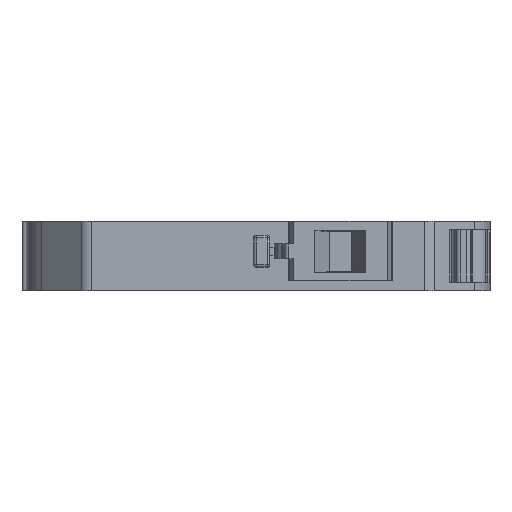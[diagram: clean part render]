
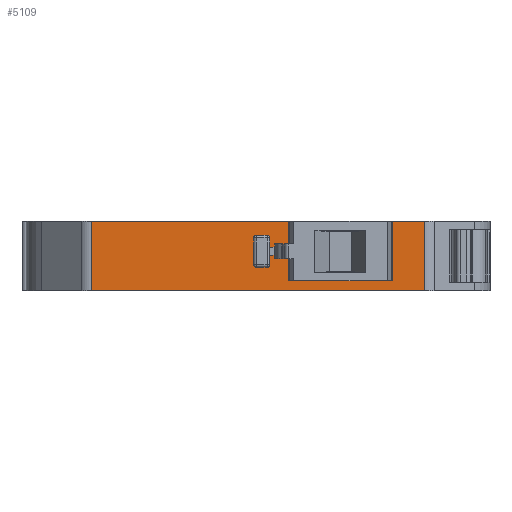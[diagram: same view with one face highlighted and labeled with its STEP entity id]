
A CAD part, front view. The second image highlights one B-rep face of the part: STEP entity #5109.
In plain terms, the highlighted planar face has unit normal (0, -1, 0).
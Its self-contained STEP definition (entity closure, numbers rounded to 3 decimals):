
#7 = EDGE_CURVE ( 'NONE', #5312, #2639, #6462, .T. ) ;
#26 = DIRECTION ( 'NONE',  ( 1., 0., 0. ) ) ;
#74 = LINE ( 'NONE', #5661, #6086 ) ;
#126 = DIRECTION ( 'NONE',  ( -1., 0., 0. ) ) ;
#150 = VECTOR ( 'NONE', #6571, 1000. ) ;
#191 = CARTESIAN_POINT ( 'NONE',  ( -5.559, 15.081, 3.6 ) ) ;
#195 = EDGE_CURVE ( 'NONE', #2825, #3237, #3094, .T. ) ;
#267 = CARTESIAN_POINT ( 'NONE',  ( -5.559, 15.081, 5.15 ) ) ;
#318 = CARTESIAN_POINT ( 'NONE',  ( 6.296, 15.081, 2.2 ) ) ;
#382 = LINE ( 'NONE', #6002, #5625 ) ;
#465 = EDGE_CURVE ( 'NONE', #4586, #5172, #382, .T. ) ;
#492 = CARTESIAN_POINT ( 'NONE',  ( -6.159, 15.081, 3.6 ) ) ;
#615 = CARTESIAN_POINT ( 'NONE',  ( -18.58, 15.081, 5.15 ) ) ;
#810 = CARTESIAN_POINT ( 'NONE',  ( 3.854, 15.081, 5.15 ) ) ;
#814 = ORIENTED_EDGE ( 'NONE', *, *, #195, .F. ) ;
#831 = VECTOR ( 'NONE', #3472, 1000. ) ;
#840 = VECTOR ( 'NONE', #4030, 1000. ) ;
#852 = CARTESIAN_POINT ( 'NONE',  ( 3.854, 15.081, 0.7 ) ) ;
#1002 = VERTEX_POINT ( 'NONE', #3580 ) ;
#1098 = CARTESIAN_POINT ( 'NONE',  ( 6.296, 15.081, 5.15 ) ) ;
#1275 = CARTESIAN_POINT ( 'NONE',  ( -3.846, 15.081, 5.15 ) ) ;
#1284 = DIRECTION ( 'NONE',  ( 1., 0., 0. ) ) ;
#1322 = DIRECTION ( 'NONE',  ( 0., 0., -1. ) ) ;
#1339 = ORIENTED_EDGE ( 'NONE', *, *, #2572, .F. ) ;
#1404 = CARTESIAN_POINT ( 'NONE',  ( 6.296, 15.081, 3.6 ) ) ;
#1644 = DIRECTION ( 'NONE',  ( -1., 0., 0. ) ) ;
#1717 = CARTESIAN_POINT ( 'NONE',  ( 6.296, 15.081, 5.15 ) ) ;
#1738 = VECTOR ( 'NONE', #3889, 1000. ) ;
#1782 = ORIENTED_EDGE ( 'NONE', *, *, #3458, .F. ) ;
#1836 = DIRECTION ( 'NONE',  ( 0., 0., -1. ) ) ;
#1869 = CARTESIAN_POINT ( 'NONE',  ( -3.846, 15.081, 5.15 ) ) ;
#1915 = CARTESIAN_POINT ( 'NONE',  ( 6.296, 15.081, -0.05 ) ) ;
#1954 = LINE ( 'NONE', #810, #4653 ) ;
#2085 = EDGE_LOOP ( 'NONE', ( #814, #3286, #6214, #1339 ) ) ;
#2165 = DIRECTION ( 'NONE',  ( 0., 0., 1. ) ) ;
#2183 = EDGE_CURVE ( 'NONE', #5234, #2825, #7007, .T. ) ;
#2200 = EDGE_CURVE ( 'NONE', #1002, #5234, #4995, .T. ) ;
#2201 = LINE ( 'NONE', #1869, #6167 ) ;
#2205 = EDGE_CURVE ( 'NONE', #2647, #5105, #1954, .T. ) ;
#2240 = EDGE_CURVE ( 'NONE', #2639, #4586, #4737, .T. ) ;
#2258 = CARTESIAN_POINT ( 'NONE',  ( -6.159, 15.081, 5.15 ) ) ;
#2405 = EDGE_CURVE ( 'NONE', #5105, #6808, #4569, .T. ) ;
#2499 = EDGE_CURVE ( 'NONE', #5172, #6320, #2201, .T. ) ;
#2572 = EDGE_CURVE ( 'NONE', #3237, #1002, #5666, .T. ) ;
#2639 = VERTEX_POINT ( 'NONE', #5197 ) ;
#2647 = VERTEX_POINT ( 'NONE', #852 ) ;
#2825 = VERTEX_POINT ( 'NONE', #492 ) ;
#2884 = VECTOR ( 'NONE', #1284, 1000. ) ;
#2970 = DIRECTION ( 'NONE',  ( -1., 0., 0. ) ) ;
#2980 = VECTOR ( 'NONE', #2165, 1000. ) ;
#3074 = ORIENTED_EDGE ( 'NONE', *, *, #2405, .F. ) ;
#3094 = LINE ( 'NONE', #2258, #1738 ) ;
#3237 = VERTEX_POINT ( 'NONE', #6435 ) ;
#3286 = ORIENTED_EDGE ( 'NONE', *, *, #2183, .F. ) ;
#3329 = EDGE_CURVE ( 'NONE', #6320, #2647, #6075, .T. ) ;
#3417 = CARTESIAN_POINT ( 'NONE',  ( 10.66, 15.081, 5.15 ) ) ;
#3458 = EDGE_CURVE ( 'NONE', #6808, #5312, #74, .T. ) ;
#3472 = DIRECTION ( 'NONE',  ( 1., 0., 0. ) ) ;
#3580 = CARTESIAN_POINT ( 'NONE',  ( -5.559, 15.081, 2.2 ) ) ;
#3598 = ORIENTED_EDGE ( 'NONE', *, *, #465, .F. ) ;
#3776 = FACE_OUTER_BOUND ( 'NONE', #6872, .T. ) ;
#3811 = CARTESIAN_POINT ( 'NONE',  ( 6.296, 15.081, 0.7 ) ) ;
#3889 = DIRECTION ( 'NONE',  ( 0., 0., -1. ) ) ;
#4030 = DIRECTION ( 'NONE',  ( 0., 0., 1. ) ) ;
#4103 = ORIENTED_EDGE ( 'NONE', *, *, #3329, .F. ) ;
#4338 = ORIENTED_EDGE ( 'NONE', *, *, #2205, .F. ) ;
#4477 = CARTESIAN_POINT ( 'NONE',  ( -3.846, 15.081, 0.7 ) ) ;
#4569 = LINE ( 'NONE', #3417, #2884 ) ;
#4586 = VERTEX_POINT ( 'NONE', #6503 ) ;
#4653 = VECTOR ( 'NONE', #5122, 1000. ) ;
#4737 = LINE ( 'NONE', #615, #2980 ) ;
#4842 = AXIS2_PLACEMENT_3D ( 'NONE', #1098, #4883, #1644 ) ;
#4878 = ORIENTED_EDGE ( 'NONE', *, *, #2499, .F. ) ;
#4883 = DIRECTION ( 'NONE',  ( 0., 1., 0. ) ) ;
#4995 = LINE ( 'NONE', #267, #840 ) ;
#5105 = VERTEX_POINT ( 'NONE', #6014 ) ;
#5109 = ADVANCED_FACE ( 'NONE', ( #6219, #3776 ), #5434, .F. ) ;
#5122 = DIRECTION ( 'NONE',  ( 0., 0., 1. ) ) ;
#5172 = VERTEX_POINT ( 'NONE', #1275 ) ;
#5197 = CARTESIAN_POINT ( 'NONE',  ( -18.58, 15.081, -0.05 ) ) ;
#5234 = VERTEX_POINT ( 'NONE', #191 ) ;
#5312 = VERTEX_POINT ( 'NONE', #1915 ) ;
#5434 = PLANE ( 'NONE',  #4842 ) ;
#5525 = CARTESIAN_POINT ( 'NONE',  ( 6.296, 15.081, -0.05 ) ) ;
#5625 = VECTOR ( 'NONE', #26, 1000. ) ;
#5661 = CARTESIAN_POINT ( 'NONE',  ( 6.296, 15.081, 5.15 ) ) ;
#5666 = LINE ( 'NONE', #318, #831 ) ;
#5971 = ORIENTED_EDGE ( 'NONE', *, *, #2240, .F. ) ;
#6002 = CARTESIAN_POINT ( 'NONE',  ( 10.66, 15.081, 5.15 ) ) ;
#6014 = CARTESIAN_POINT ( 'NONE',  ( 3.854, 15.081, 5.15 ) ) ;
#6075 = LINE ( 'NONE', #3811, #150 ) ;
#6086 = VECTOR ( 'NONE', #1322, 1000. ) ;
#6167 = VECTOR ( 'NONE', #1836, 1000. ) ;
#6208 = VECTOR ( 'NONE', #126, 1000. ) ;
#6214 = ORIENTED_EDGE ( 'NONE', *, *, #2200, .F. ) ;
#6219 = FACE_BOUND ( 'NONE', #2085, .T. ) ;
#6320 = VERTEX_POINT ( 'NONE', #4477 ) ;
#6435 = CARTESIAN_POINT ( 'NONE',  ( -6.159, 15.081, 2.2 ) ) ;
#6462 = LINE ( 'NONE', #5525, #6208 ) ;
#6503 = CARTESIAN_POINT ( 'NONE',  ( -18.58, 15.081, 5.15 ) ) ;
#6550 = ORIENTED_EDGE ( 'NONE', *, *, #7, .F. ) ;
#6571 = DIRECTION ( 'NONE',  ( 1., 0., 0. ) ) ;
#6596 = VECTOR ( 'NONE', #2970, 1000. ) ;
#6808 = VERTEX_POINT ( 'NONE', #1717 ) ;
#6872 = EDGE_LOOP ( 'NONE', ( #4103, #4878, #3598, #5971, #6550, #1782, #3074, #4338 ) ) ;
#7007 = LINE ( 'NONE', #1404, #6596 ) ;
